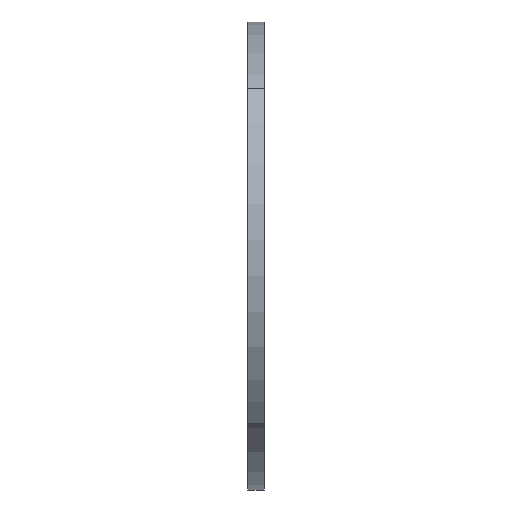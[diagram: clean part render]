
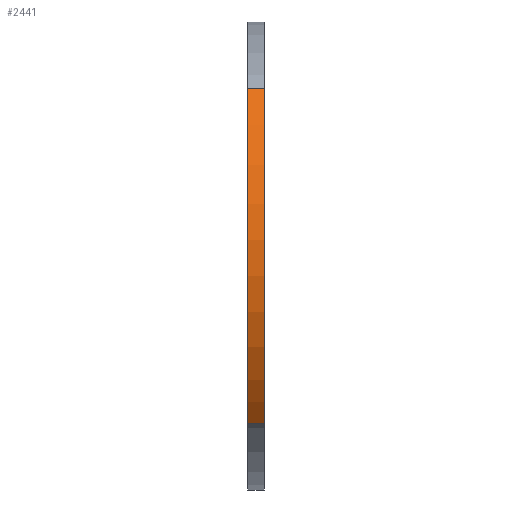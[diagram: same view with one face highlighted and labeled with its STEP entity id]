
A CAD part, left-side view. The second image highlights one B-rep face of the part: STEP entity #2441.
In plain terms, the highlighted free-form (B-spline) face has degree [3, 1] with [15, 2] control points.
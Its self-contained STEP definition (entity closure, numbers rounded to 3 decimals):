
#2418 = VERTEX_POINT('',#2419);
#2419 = CARTESIAN_POINT('',(404.235,12.25,
    -314.354));
#2424 = EDGE_CURVE('',#2425,#2418,#2427,.T.);
#2425 = VERTEX_POINT('',#2426);
#2426 = CARTESIAN_POINT('',(404.235,14.38,
    -314.354));
#2427 = B_SPLINE_CURVE_WITH_KNOTS('',1,(#2428,#2429),.UNSPECIFIED.,.F.,
  .F.,(2,2),(-0.,2.),.PIECEWISE_BEZIER_KNOTS.);
#2428 = CARTESIAN_POINT('',(404.235,14.38,
    -314.354));
#2429 = CARTESIAN_POINT('',(404.235,12.25,
    -314.354));
#2441 = ADVANCED_FACE('',(#2442),#2490,.T.);
#2442 = FACE_BOUND('',#2443,.T.);
#2443 = EDGE_LOOP('',(#2444,#2464,#2471,#2489));
#2444 = ORIENTED_EDGE('',*,*,#2445,.F.);
#2445 = EDGE_CURVE('',#2446,#2418,#2448,.T.);
#2446 = VERTEX_POINT('',#2447);
#2447 = CARTESIAN_POINT('',(404.235,12.25,
    -271.747));
#2448 = B_SPLINE_CURVE_WITH_KNOTS('',3,(#2449,#2450,#2451,#2452,#2453,
    #2454,#2455,#2456,#2457,#2458,#2459,#2460,#2461,#2462,#2463),
  .UNSPECIFIED.,.F.,.F.,(4,1,1,1,1,1,1,1,1,1,1,1,4),(5.804,
    5.828,5.89,5.989,6.087,
    6.185,6.283,6.381,6.48,
    6.578,6.676,6.738,6.763),
  .UNSPECIFIED.);
#2449 = CARTESIAN_POINT('',(404.235,12.25,
    -271.747));
#2450 = CARTESIAN_POINT('',(403.985,12.25,
    -272.054));
#2451 = CARTESIAN_POINT('',(403.115,12.25,
    -273.151));
#2452 = CARTESIAN_POINT('',(401.391,12.25,
    -275.582));
#2453 = CARTESIAN_POINT('',(399.343,12.25,
    -279.212));
#2454 = CARTESIAN_POINT('',(397.595,12.25,
    -283.636));
#2455 = CARTESIAN_POINT('',(396.508,12.25,
    -288.283));
#2456 = CARTESIAN_POINT('',(396.138,12.25,
    -293.051));
#2457 = CARTESIAN_POINT('',(396.508,12.25,
    -297.819));
#2458 = CARTESIAN_POINT('',(397.595,12.25,
    -302.466));
#2459 = CARTESIAN_POINT('',(399.343,12.25,
    -306.89));
#2460 = CARTESIAN_POINT('',(401.391,12.25,
    -310.52));
#2461 = CARTESIAN_POINT('',(403.115,12.25,
    -312.951));
#2462 = CARTESIAN_POINT('',(403.985,12.25,
    -314.048));
#2463 = CARTESIAN_POINT('',(404.235,12.25,
    -314.354));
#2464 = ORIENTED_EDGE('',*,*,#2465,.F.);
#2465 = EDGE_CURVE('',#2466,#2446,#2468,.T.);
#2466 = VERTEX_POINT('',#2467);
#2467 = CARTESIAN_POINT('',(404.235,14.38,
    -271.747));
#2468 = B_SPLINE_CURVE_WITH_KNOTS('',1,(#2469,#2470),.UNSPECIFIED.,.F.,
  .F.,(2,2),(-0.,2.),.PIECEWISE_BEZIER_KNOTS.);
#2469 = CARTESIAN_POINT('',(404.235,14.38,
    -271.747));
#2470 = CARTESIAN_POINT('',(404.235,12.25,
    -271.747));
#2471 = ORIENTED_EDGE('',*,*,#2472,.T.);
#2472 = EDGE_CURVE('',#2466,#2425,#2473,.T.);
#2473 = B_SPLINE_CURVE_WITH_KNOTS('',3,(#2474,#2475,#2476,#2477,#2478,
    #2479,#2480,#2481,#2482,#2483,#2484,#2485,#2486,#2487,#2488),
  .UNSPECIFIED.,.F.,.F.,(4,1,1,1,1,1,1,1,1,1,1,1,4),(5.804,
    5.828,5.89,5.989,6.087,
    6.185,6.283,6.381,6.48,
    6.578,6.676,6.738,6.763),
  .UNSPECIFIED.);
#2474 = CARTESIAN_POINT('',(404.235,14.38,
    -271.747));
#2475 = CARTESIAN_POINT('',(403.985,14.38,
    -272.054));
#2476 = CARTESIAN_POINT('',(403.115,14.38,
    -273.151));
#2477 = CARTESIAN_POINT('',(401.391,14.38,
    -275.582));
#2478 = CARTESIAN_POINT('',(399.343,14.38,
    -279.212));
#2479 = CARTESIAN_POINT('',(397.595,14.38,
    -283.636));
#2480 = CARTESIAN_POINT('',(396.508,14.38,
    -288.283));
#2481 = CARTESIAN_POINT('',(396.138,14.38,
    -293.051));
#2482 = CARTESIAN_POINT('',(396.508,14.38,
    -297.819));
#2483 = CARTESIAN_POINT('',(397.595,14.38,
    -302.466));
#2484 = CARTESIAN_POINT('',(399.343,14.38,
    -306.89));
#2485 = CARTESIAN_POINT('',(401.391,14.38,
    -310.52));
#2486 = CARTESIAN_POINT('',(403.115,14.38,
    -312.951));
#2487 = CARTESIAN_POINT('',(403.985,14.38,
    -314.048));
#2488 = CARTESIAN_POINT('',(404.235,14.38,
    -314.354));
#2489 = ORIENTED_EDGE('',*,*,#2424,.T.);
#2490 = B_SPLINE_SURFACE_WITH_KNOTS('',3,1,(
    (#2491,#2492)
    ,(#2493,#2494)
    ,(#2495,#2496)
    ,(#2497,#2498)
    ,(#2499,#2500)
    ,(#2501,#2502)
    ,(#2503,#2504)
    ,(#2505,#2506)
    ,(#2507,#2508)
    ,(#2509,#2510)
    ,(#2511,#2512)
    ,(#2513,#2514)
    ,(#2515,#2516)
    ,(#2517,#2518)
    ,(#2519,#2520
    )),.UNSPECIFIED.,.F.,.F.,.F.,(4,1,1,1,1,1,1,1,1,1,1,1,4),(2,2),(
    5.804,5.828,5.89,5.989,
    6.087,6.185,6.283,6.381,
    6.48,6.578,6.676,6.738,
    6.763),(0.,1.),.UNSPECIFIED.);
#2491 = CARTESIAN_POINT('',(404.235,14.38,
    -271.747));
#2492 = CARTESIAN_POINT('',(404.235,12.25,
    -271.747));
#2493 = CARTESIAN_POINT('',(403.985,14.38,
    -272.054));
#2494 = CARTESIAN_POINT('',(403.985,12.25,
    -272.054));
#2495 = CARTESIAN_POINT('',(403.115,14.38,
    -273.151));
#2496 = CARTESIAN_POINT('',(403.115,12.25,
    -273.151));
#2497 = CARTESIAN_POINT('',(401.391,14.38,
    -275.582));
#2498 = CARTESIAN_POINT('',(401.391,12.25,
    -275.582));
#2499 = CARTESIAN_POINT('',(399.343,14.38,
    -279.212));
#2500 = CARTESIAN_POINT('',(399.343,12.25,
    -279.212));
#2501 = CARTESIAN_POINT('',(397.595,14.38,
    -283.636));
#2502 = CARTESIAN_POINT('',(397.595,12.25,
    -283.636));
#2503 = CARTESIAN_POINT('',(396.508,14.38,
    -288.283));
#2504 = CARTESIAN_POINT('',(396.508,12.25,
    -288.283));
#2505 = CARTESIAN_POINT('',(396.138,14.38,
    -293.051));
#2506 = CARTESIAN_POINT('',(396.138,12.25,
    -293.051));
#2507 = CARTESIAN_POINT('',(396.508,14.38,
    -297.819));
#2508 = CARTESIAN_POINT('',(396.508,12.25,
    -297.819));
#2509 = CARTESIAN_POINT('',(397.595,14.38,
    -302.466));
#2510 = CARTESIAN_POINT('',(397.595,12.25,
    -302.466));
#2511 = CARTESIAN_POINT('',(399.343,14.38,
    -306.89));
#2512 = CARTESIAN_POINT('',(399.343,12.25,
    -306.89));
#2513 = CARTESIAN_POINT('',(401.391,14.38,
    -310.52));
#2514 = CARTESIAN_POINT('',(401.391,12.25,
    -310.52));
#2515 = CARTESIAN_POINT('',(403.115,14.38,
    -312.951));
#2516 = CARTESIAN_POINT('',(403.115,12.25,
    -312.951));
#2517 = CARTESIAN_POINT('',(403.985,14.38,
    -314.048));
#2518 = CARTESIAN_POINT('',(403.985,12.25,
    -314.048));
#2519 = CARTESIAN_POINT('',(404.235,14.38,
    -314.354));
#2520 = CARTESIAN_POINT('',(404.235,12.25,
    -314.354));
